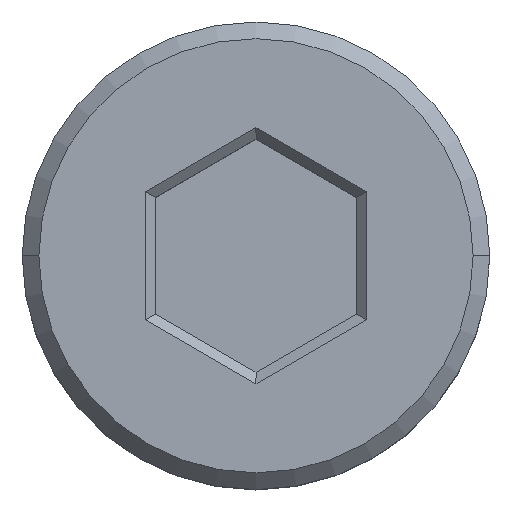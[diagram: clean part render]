
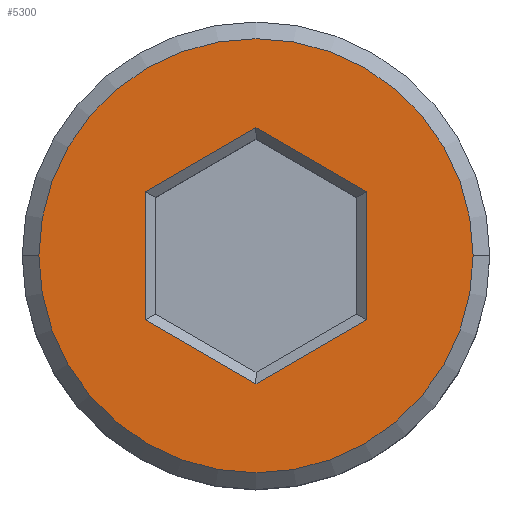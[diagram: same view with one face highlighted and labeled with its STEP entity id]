
A CAD part, top view. The second image highlights one B-rep face of the part: STEP entity #5300.
In plain terms, the highlighted planar face has unit normal (0, 0, 1).
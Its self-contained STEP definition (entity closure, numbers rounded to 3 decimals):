
#110 = CARTESIAN_POINT ( 'NONE',  ( 1.585, 1.002, 0. ) ) ;
#295 = CARTESIAN_POINT ( 'NONE',  ( 0., 0., 0. ) ) ;
#397 = PLANE ( 'NONE',  #2436 ) ;
#564 = AXIS2_PLACEMENT_3D ( 'NONE', #4140, #1351, #3711 ) ;
#656 = VERTEX_POINT ( 'NONE', #2137 ) ;
#864 = CARTESIAN_POINT ( 'NONE',  ( 0., 0., 0. ) ) ;
#879 = DIRECTION ( 'NONE',  ( 1., 0., 0. ) ) ;
#980 = ORIENTED_EDGE ( 'NONE', *, *, #3561, .T. ) ;
#991 = AXIS2_PLACEMENT_3D ( 'NONE', #864, #4069, #1345 ) ;
#1064 = CARTESIAN_POINT ( 'NONE',  ( 0., 1.917, 0. ) ) ;
#1072 = EDGE_CURVE ( 'NONE', #1568, #4456, #1297, .T. ) ;
#1155 = EDGE_CURVE ( 'NONE', #5080, #1818, #3433, .T. ) ;
#1205 = DIRECTION ( 'NONE',  ( 0., -1., 0. ) ) ;
#1237 = VERTEX_POINT ( 'NONE', #1393 ) ;
#1297 = LINE ( 'NONE', #5806, #4785 ) ;
#1345 = DIRECTION ( 'NONE',  ( 1., 0., 0. ) ) ;
#1351 = DIRECTION ( 'NONE',  ( 0., 0., 1. ) ) ;
#1393 = CARTESIAN_POINT ( 'NONE',  ( 0., -1.917, 0. ) ) ;
#1522 = DIRECTION ( 'NONE',  ( -0.866, 0.5, 0. ) ) ;
#1568 = VERTEX_POINT ( 'NONE', #4035 ) ;
#1687 = ORIENTED_EDGE ( 'NONE', *, *, #2081, .T. ) ;
#1761 = VECTOR ( 'NONE', #3798, 1000. ) ;
#1799 = VERTEX_POINT ( 'NONE', #3405 ) ;
#1807 = VERTEX_POINT ( 'NONE', #4754 ) ;
#1818 = VERTEX_POINT ( 'NONE', #3862 ) ;
#1911 = LINE ( 'NONE', #110, #1761 ) ;
#2081 = EDGE_CURVE ( 'NONE', #656, #1237, #3428, .T. ) ;
#2137 = CARTESIAN_POINT ( 'NONE',  ( 1.66, -0.958, 0. ) ) ;
#2182 = DIRECTION ( 'NONE',  ( 0.866, 0.5, 0. ) ) ;
#2216 = VECTOR ( 'NONE', #5870, 1000. ) ;
#2324 = ORIENTED_EDGE ( 'NONE', *, *, #1155, .T. ) ;
#2436 = AXIS2_PLACEMENT_3D ( 'NONE', #295, #3616, #879 ) ;
#2683 = CARTESIAN_POINT ( 'NONE',  ( 0.075, -1.874, 0. ) ) ;
#2684 = VECTOR ( 'NONE', #5239, 1000. ) ;
#2801 = EDGE_CURVE ( 'NONE', #1807, #656, #5761, .T. ) ;
#2808 = EDGE_LOOP ( 'NONE', ( #5387, #4731, #5378, #1687, #5655, #3657 ) ) ;
#2904 = CARTESIAN_POINT ( 'NONE',  ( 3.25, 0., 0. ) ) ;
#2959 = FACE_BOUND ( 'NONE', #2808, .T. ) ;
#2991 = CARTESIAN_POINT ( 'NONE',  ( 1.66, -0.872, 0. ) ) ;
#3405 = CARTESIAN_POINT ( 'NONE',  ( -1.66, -0.958, 0. ) ) ;
#3428 = LINE ( 'NONE', #2683, #2216 ) ;
#3433 = CIRCLE ( 'NONE', #564, 3.25 ) ;
#3540 = LINE ( 'NONE', #4697, #4612 ) ;
#3561 = EDGE_CURVE ( 'NONE', #1818, #5080, #3759, .T. ) ;
#3611 = LINE ( 'NONE', #3887, #2684 ) ;
#3616 = DIRECTION ( 'NONE',  ( 0., 0., 1. ) ) ;
#3657 = ORIENTED_EDGE ( 'NONE', *, *, #4597, .T. ) ;
#3711 = DIRECTION ( 'NONE',  ( 1., 0., 0. ) ) ;
#3759 = CIRCLE ( 'NONE', #991, 3.25 ) ;
#3798 = DIRECTION ( 'NONE',  ( 0.866, -0.5, 0. ) ) ;
#3862 = CARTESIAN_POINT ( 'NONE',  ( -3.25, 0., 0. ) ) ;
#3887 = CARTESIAN_POINT ( 'NONE',  ( -1.66, 0.872, 0. ) ) ;
#4035 = CARTESIAN_POINT ( 'NONE',  ( -1.66, 0.958, 0. ) ) ;
#4069 = DIRECTION ( 'NONE',  ( 0., 0., 1. ) ) ;
#4140 = CARTESIAN_POINT ( 'NONE',  ( 0., 0., 0. ) ) ;
#4412 = VECTOR ( 'NONE', #1205, 1000. ) ;
#4446 = EDGE_CURVE ( 'NONE', #4456, #1807, #1911, .T. ) ;
#4456 = VERTEX_POINT ( 'NONE', #1064 ) ;
#4597 = EDGE_CURVE ( 'NONE', #1799, #1568, #3611, .T. ) ;
#4612 = VECTOR ( 'NONE', #1522, 1000. ) ;
#4697 = CARTESIAN_POINT ( 'NONE',  ( -1.585, -1.002, 0. ) ) ;
#4731 = ORIENTED_EDGE ( 'NONE', *, *, #4446, .T. ) ;
#4754 = CARTESIAN_POINT ( 'NONE',  ( 1.66, 0.958, 0. ) ) ;
#4785 = VECTOR ( 'NONE', #2182, 1000. ) ;
#5002 = EDGE_CURVE ( 'NONE', #1237, #1799, #3540, .T. ) ;
#5080 = VERTEX_POINT ( 'NONE', #2904 ) ;
#5105 = FACE_OUTER_BOUND ( 'NONE', #5163, .T. ) ;
#5163 = EDGE_LOOP ( 'NONE', ( #980, #2324 ) ) ;
#5239 = DIRECTION ( 'NONE',  ( 0., 1., 0. ) ) ;
#5300 = ADVANCED_FACE ( 'NONE', ( #2959, #5105 ), #397, .T. ) ;
#5378 = ORIENTED_EDGE ( 'NONE', *, *, #2801, .T. ) ;
#5387 = ORIENTED_EDGE ( 'NONE', *, *, #1072, .T. ) ;
#5655 = ORIENTED_EDGE ( 'NONE', *, *, #5002, .T. ) ;
#5761 = LINE ( 'NONE', #2991, #4412 ) ;
#5806 = CARTESIAN_POINT ( 'NONE',  ( -0.075, 1.874, 0. ) ) ;
#5870 = DIRECTION ( 'NONE',  ( -0.866, -0.5, 0. ) ) ;
